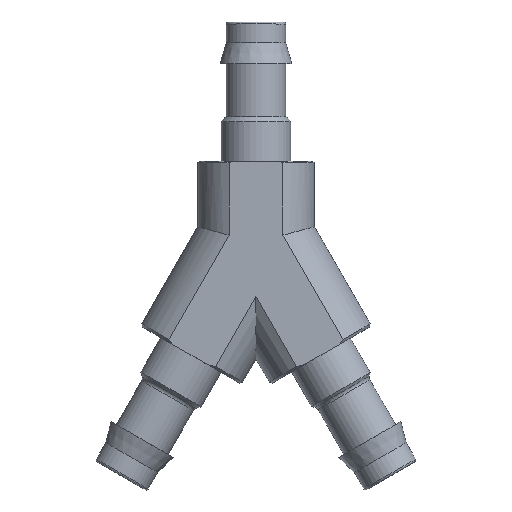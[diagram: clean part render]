
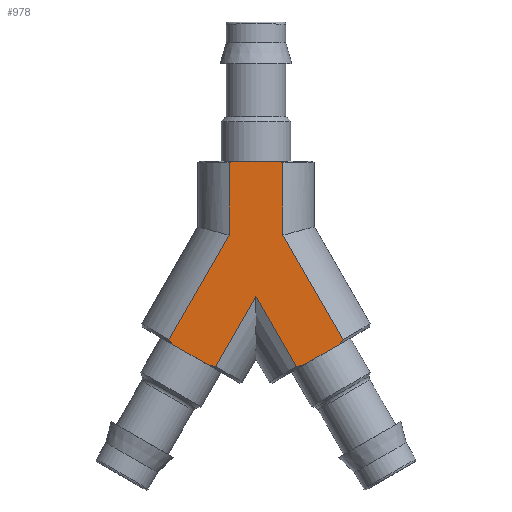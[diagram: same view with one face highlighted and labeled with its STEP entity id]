
A CAD part, top view. The second image highlights one B-rep face of the part: STEP entity #978.
In plain terms, the highlighted planar face has unit normal (0, 0, 1).
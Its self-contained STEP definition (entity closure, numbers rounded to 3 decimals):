
#25=B_SPLINE_CURVE_WITH_KNOTS('',3,(#1311,#1312,#1313,#1314),
 .UNSPECIFIED.,.F.,.F.,(4,4),(0.018,0.019),
 .UNSPECIFIED.);
#27=B_SPLINE_CURVE_WITH_KNOTS('',3,(#1331,#1332,#1333,#1334),
 .UNSPECIFIED.,.F.,.F.,(4,4),(0.014,0.014),
 .UNSPECIFIED.);
#29=B_SPLINE_CURVE_WITH_KNOTS('',3,(#1360,#1361,#1362,#1363),
 .UNSPECIFIED.,.F.,.F.,(4,4),(0.005,0.006),
 .UNSPECIFIED.);
#32=B_SPLINE_CURVE_WITH_KNOTS('',3,(#1388,#1389,#1390,#1391),
 .UNSPECIFIED.,.F.,.F.,(4,4),(0.013,0.014),
 .UNSPECIFIED.);
#34=B_SPLINE_CURVE_WITH_KNOTS('',3,(#1397,#1398,#1399,#1400),
 .UNSPECIFIED.,.F.,.F.,(4,4),(0.019,0.019),
 .UNSPECIFIED.);
#36=B_SPLINE_CURVE_WITH_KNOTS('',3,(#1412,#1413,#1414,#1415),
 .UNSPECIFIED.,.F.,.F.,(4,4),(0.,0.),
 .UNSPECIFIED.);
#59=PLANE('',#1076);
#246=ORIENTED_EDGE('',*,*,#265,.T.);
#247=ORIENTED_EDGE('',*,*,#280,.T.);
#248=ORIENTED_EDGE('',*,*,#276,.T.);
#249=ORIENTED_EDGE('',*,*,#303,.T.);
#250=ORIENTED_EDGE('',*,*,#298,.T.);
#251=ORIENTED_EDGE('',*,*,#306,.T.);
#252=ORIENTED_EDGE('',*,*,#308,.T.);
#253=ORIENTED_EDGE('',*,*,#289,.T.);
#254=ORIENTED_EDGE('',*,*,#291,.T.);
#255=ORIENTED_EDGE('',*,*,#282,.T.);
#256=ORIENTED_EDGE('',*,*,#295,.T.);
#257=ORIENTED_EDGE('',*,*,#301,.T.);
#258=ORIENTED_EDGE('',*,*,#271,.T.);
#259=ORIENTED_EDGE('',*,*,#273,.T.);
#260=ORIENTED_EDGE('',*,*,#261,.T.);
#261=EDGE_CURVE('',#338,#339,#399,.T.);
#265=EDGE_CURVE('',#339,#342,#401,.T.);
#271=EDGE_CURVE('',#345,#347,#404,.T.);
#273=EDGE_CURVE('',#347,#338,#25,.T.);
#276=EDGE_CURVE('',#350,#351,#405,.T.);
#280=EDGE_CURVE('',#342,#350,#27,.T.);
#282=EDGE_CURVE('',#354,#355,#407,.T.);
#289=EDGE_CURVE('',#359,#361,#410,.T.);
#291=EDGE_CURVE('',#361,#354,#29,.T.);
#295=EDGE_CURVE('',#355,#364,#412,.F.);
#298=EDGE_CURVE('',#368,#367,#414,.F.);
#301=EDGE_CURVE('',#364,#345,#32,.T.);
#303=EDGE_CURVE('',#351,#368,#34,.T.);
#306=EDGE_CURVE('',#367,#370,#416,.F.);
#308=EDGE_CURVE('',#370,#359,#36,.T.);
#338=VERTEX_POINT('',#1286);
#339=VERTEX_POINT('',#1287);
#342=VERTEX_POINT('',#1295);
#345=VERTEX_POINT('',#1302);
#347=VERTEX_POINT('',#1306);
#350=VERTEX_POINT('',#1323);
#351=VERTEX_POINT('',#1324);
#354=VERTEX_POINT('',#1341);
#355=VERTEX_POINT('',#1342);
#359=VERTEX_POINT('',#1351);
#361=VERTEX_POINT('',#1355);
#364=VERTEX_POINT('',#1372);
#367=VERTEX_POINT('',#1379);
#368=VERTEX_POINT('',#1381);
#370=VERTEX_POINT('',#1405);
#399=LINE('',#1285,#417);
#401=LINE('',#1294,#419);
#404=LINE('',#1307,#422);
#405=LINE('',#1322,#423);
#407=LINE('',#1340,#425);
#410=LINE('',#1356,#428);
#412=LINE('',#1373,#430);
#414=LINE('',#1380,#432);
#416=LINE('',#1406,#434);
#417=VECTOR('',#1081,1000.);
#419=VECTOR('',#1089,1000.);
#422=VECTOR('',#1100,1000.);
#423=VECTOR('',#1109,1000.);
#425=VECTOR('',#1119,1000.);
#428=VECTOR('',#1132,1000.);
#430=VECTOR('',#1142,1000.);
#432=VECTOR('',#1148,1000.);
#434=VECTOR('',#1160,1000.);
#512=EDGE_LOOP('',(#246,#247,#248,#249,#250,#251,#252,#253,#254,#255,#256,
#257,#258,#259,#260));
#590=FACE_BOUND('',#512,.T.);
#978=ADVANCED_FACE('',(#590),#59,.T.);
#1076=AXIS2_PLACEMENT_3D('',#1503,#1281,#1282);
#1081=DIRECTION('',(0.5,0.866,0.));
#1089=DIRECTION('',(0.5,-0.866,0.));
#1100=DIRECTION('',(0.866,-0.5,0.));
#1109=DIRECTION('',(0.866,0.5,0.));
#1119=DIRECTION('',(0.,-1.,0.));
#1132=DIRECTION('',(-1.,0.,0.));
#1142=DIRECTION('',(0.5,0.866,0.));
#1148=DIRECTION('',(0.5,-0.866,0.));
#1160=DIRECTION('',(0.,-1.,0.));
#1281=DIRECTION('',(0.,0.,1.));
#1282=DIRECTION('',(1.,0.,0.));
#1285=CARTESIAN_POINT('',(2.344,-1.354,5.2));
#1286=CARTESIAN_POINT('',(-4.061,-12.449,5.2));
#1287=CARTESIAN_POINT('',(0.,-5.414,5.2));
#1294=CARTESIAN_POINT('',(11.186,-24.788,5.2));
#1295=CARTESIAN_POINT('',(4.061,-12.449,5.2));
#1302=CARTESIAN_POINT('',(-8.364,-10.25,5.2));
#1306=CARTESIAN_POINT('',(-4.695,-12.369,5.2));
#1307=CARTESIAN_POINT('',(-9.561,-9.559,5.2));
#1311=CARTESIAN_POINT('',(-4.695,-12.369,5.2));
#1312=CARTESIAN_POINT('',(-4.484,-12.403,5.2));
#1313=CARTESIAN_POINT('',(-4.272,-12.429,5.2));
#1314=CARTESIAN_POINT('',(-4.061,-12.449,5.2));
#1322=CARTESIAN_POINT('',(11.392,-8.502,5.2));
#1323=CARTESIAN_POINT('',(4.695,-12.369,5.2));
#1324=CARTESIAN_POINT('',(8.364,-10.25,5.2));
#1331=CARTESIAN_POINT('',(4.061,-12.449,5.2));
#1332=CARTESIAN_POINT('',(4.273,-12.429,5.2));
#1333=CARTESIAN_POINT('',(4.484,-12.403,5.2));
#1334=CARTESIAN_POINT('',(4.695,-12.369,5.2));
#1340=CARTESIAN_POINT('',(-2.707,0.44,5.2));
#1341=CARTESIAN_POINT('',(-2.707,7.999,5.2));
#1342=CARTESIAN_POINT('',(-2.707,0.725,5.2));
#1351=CARTESIAN_POINT('',(2.386,8.14,5.2));
#1355=CARTESIAN_POINT('',(-2.386,8.14,5.2));
#1356=CARTESIAN_POINT('',(3.5,8.14,5.2));
#1360=CARTESIAN_POINT('',(-2.386,8.14,5.2));
#1361=CARTESIAN_POINT('',(-2.494,8.095,5.2));
#1362=CARTESIAN_POINT('',(-2.601,8.048,5.2));
#1363=CARTESIAN_POINT('',(-2.707,7.999,5.2));
#1372=CARTESIAN_POINT('',(-8.75,-9.741,5.2));
#1373=CARTESIAN_POINT('',(-2.344,1.354,5.2));
#1379=CARTESIAN_POINT('',(2.707,0.725,5.2));
#1380=CARTESIAN_POINT('',(15.874,-22.081,5.2));
#1381=CARTESIAN_POINT('',(8.75,-9.741,5.2));
#1388=CARTESIAN_POINT('',(-8.75,-9.741,5.2));
#1389=CARTESIAN_POINT('',(-8.628,-9.915,5.2));
#1390=CARTESIAN_POINT('',(-8.5,-10.085,5.2));
#1391=CARTESIAN_POINT('',(-8.364,-10.25,5.2));
#1397=CARTESIAN_POINT('',(8.364,-10.25,5.2));
#1398=CARTESIAN_POINT('',(8.5,-10.085,5.2));
#1399=CARTESIAN_POINT('',(8.628,-9.915,5.2));
#1400=CARTESIAN_POINT('',(8.75,-9.741,5.2));
#1405=CARTESIAN_POINT('',(2.707,7.999,5.2));
#1406=CARTESIAN_POINT('',(2.707,0.44,5.2));
#1412=CARTESIAN_POINT('',(2.707,7.999,5.2));
#1413=CARTESIAN_POINT('',(2.601,8.048,5.2));
#1414=CARTESIAN_POINT('',(2.493,8.095,5.2));
#1415=CARTESIAN_POINT('',(2.386,8.14,5.2));
#1503=CARTESIAN_POINT('',(10.4,-14.,5.2));
